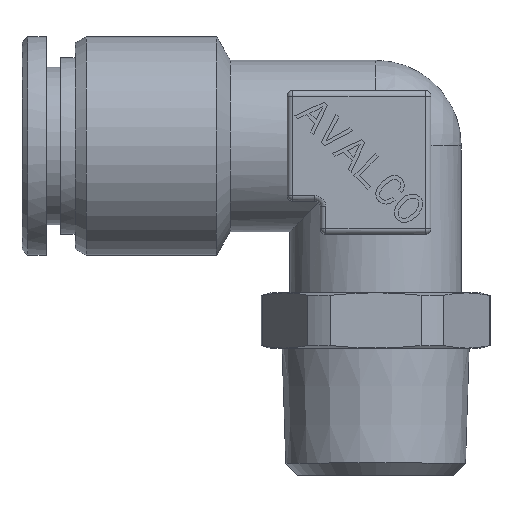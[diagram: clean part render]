
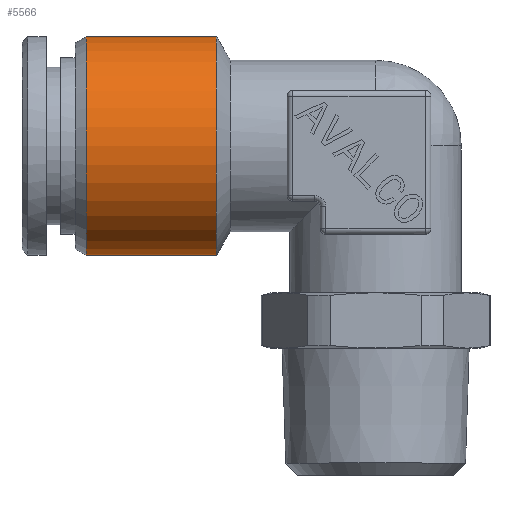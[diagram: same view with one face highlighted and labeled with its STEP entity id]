
A CAD part, top view. The second image highlights one B-rep face of the part: STEP entity #5566.
In plain terms, the highlighted cylindrical face has radius 9.9 mm (diameter 19.8 mm), a partial arc.
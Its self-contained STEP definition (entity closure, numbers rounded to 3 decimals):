
#5418=CARTESIAN_POINT('Vertex',(-14.4,-9.9,0.)) ;
#5425=CARTESIAN_POINT('Vertex',(-14.4,9.9,0.)) ;
#5449=CARTESIAN_POINT('Vertex',(-26.2,9.9,0.)) ;
#5451=CARTESIAN_POINT('Vertex',(-26.2,-9.9,0.)) ;
#5504=CARTESIAN_POINT('Axis2P3D Location',(-14.4,0.,0.)) ;
#5521=CARTESIAN_POINT('Line Origine',(-28.947,-9.9,0.)) ;
#5526=CARTESIAN_POINT('Line Origine',(-28.947,9.9,0.)) ;
#5543=CARTESIAN_POINT('Axis2P3D Location',(-26.2,0.,0.)) ;
#5555=CARTESIAN_POINT('Axis2P3D Location',(-28.948,0.,0.)) ;
#5505=DIRECTION('Axis2P3D Direction',(-1.,0.,0.)) ;
#5522=DIRECTION('Vector Direction',(1.,0.,0.)) ;
#5527=DIRECTION('Vector Direction',(1.,0.,0.)) ;
#5544=DIRECTION('Axis2P3D Direction',(1.,0.,0.)) ;
#5556=DIRECTION('Axis2P3D Direction',(1.,0.,0.)) ;
#5557=DIRECTION('Axis2P3D XDirection',(0.,1.,0.)) ;
#5506=AXIS2_PLACEMENT_3D('Circle Axis2P3D',#5504,#5505,$) ;
#5545=AXIS2_PLACEMENT_3D('Circle Axis2P3D',#5543,#5544,$) ;
#5558=AXIS2_PLACEMENT_3D('Cylinder Axis2P3D',#5555,#5556,#5557) ;
#5561=ORIENTED_EDGE('',*,*,#5547,.T.) ;
#5562=ORIENTED_EDGE('',*,*,#5525,.F.) ;
#5563=ORIENTED_EDGE('',*,*,#5508,.F.) ;
#5564=ORIENTED_EDGE('',*,*,#5530,.T.) ;
#5523=VECTOR('Line Direction',#5522,1.) ;
#5528=VECTOR('Line Direction',#5527,1.) ;
#5566=ADVANCED_FACE('PR505B-12R38',(#5565),#5559,.T.) ;
#5507=CIRCLE('generated circle',#5506,9.9) ;
#5546=CIRCLE('generated circle',#5545,9.9) ;
#5559=CYLINDRICAL_SURFACE('generated cylinder',#5558,9.9) ;
#5508=EDGE_CURVE('',#5426,#5419,#5507,.F.) ;
#5525=EDGE_CURVE('',#5419,#5452,#5524,.F.) ;
#5530=EDGE_CURVE('',#5426,#5450,#5529,.F.) ;
#5547=EDGE_CURVE('',#5450,#5452,#5546,.T.) ;
#5560=EDGE_LOOP('',(#5561,#5562,#5563,#5564)) ;
#5565=FACE_OUTER_BOUND('',#5560,.T.) ;
#5524=LINE('Line',#5521,#5523) ;
#5529=LINE('Line',#5526,#5528) ;
#5419=VERTEX_POINT('',#5418) ;
#5426=VERTEX_POINT('',#5425) ;
#5450=VERTEX_POINT('',#5449) ;
#5452=VERTEX_POINT('',#5451) ;
